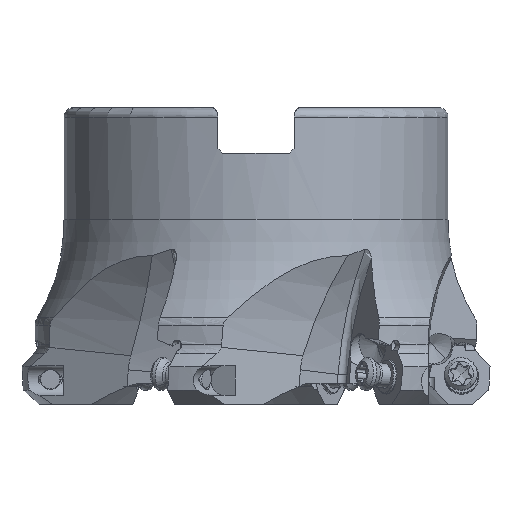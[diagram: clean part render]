
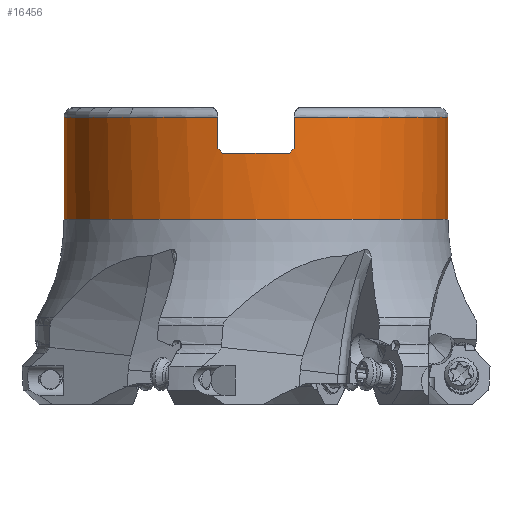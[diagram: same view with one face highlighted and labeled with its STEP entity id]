
A CAD part, front view. The second image highlights one B-rep face of the part: STEP entity #16456.
In plain terms, the highlighted cylindrical face has radius 40 mm (diameter 80 mm), a partial arc.
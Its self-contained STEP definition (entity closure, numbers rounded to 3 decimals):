
#2706=CARTESIAN_POINT('',(0.,0.,-23.246));
#2707=DIRECTION('',(0.,0.,1.));
#2708=DIRECTION('',(-1.,0.,0.));
#2709=AXIS2_PLACEMENT_3D('',#2706,#2707,#2708);
#5672=DIRECTION('',(0.,0.,-1.));
#5673=VECTOR('',#5672,21.246);
#5674=CARTESIAN_POINT('',(-40.,0.,-2.));
#5675=LINE('',#5674,#5673);
#5679=DIRECTION('',(0.,0.,1.));
#5680=VECTOR('',#5679,21.246);
#5681=CARTESIAN_POINT('',(40.,0.,-23.246));
#5682=LINE('',#5681,#5680);
#5730=CARTESIAN_POINT('',(0.,0.,-2.));
#5731=DIRECTION('',(0.,0.,-1.));
#5732=DIRECTION('',(-0.198,-0.98,0.));
#5733=AXIS2_PLACEMENT_3D('',#5730,#5731,#5732);
#5738=CARTESIAN_POINT('',(0.,0.,-2.));
#5739=DIRECTION('',(0.,0.,-1.));
#5740=DIRECTION('',(-1.,0.,0.));
#5741=AXIS2_PLACEMENT_3D('',#5738,#5739,#5740);
#5880=CARTESIAN_POINT('',(0.,0.,-2.));
#5881=DIRECTION('',(0.,0.,-1.));
#5882=DIRECTION('',(1.,0.,0.));
#5883=AXIS2_PLACEMENT_3D('',#5880,#5881,#5882);
#5888=CARTESIAN_POINT('',(7.938,-39.205,-2.));
#5938=DIRECTION('',(0.,0.,1.));
#5939=VECTOR('',#5938,6.525);
#5940=CARTESIAN_POINT('',(7.938,-39.205,
-8.525));
#5941=LINE('',#5940,#5939);
#5945=DIRECTION('',(0.,0.,1.));
#5946=VECTOR('',#5945,6.525);
#5947=CARTESIAN_POINT('',(-7.938,-39.205,
-8.525));
#5948=LINE('',#5947,#5946);
#6280=CARTESIAN_POINT('',(7.938,-39.205,
-8.525));
#6281=CARTESIAN_POINT('',(7.605,-39.272,
-8.858));
#6282=CARTESIAN_POINT('',(7.271,-39.335,
-9.191));
#6283=CARTESIAN_POINT('',(6.937,-39.394,
-9.525));
#6303=CARTESIAN_POINT('',(0.,0.,-9.525));
#6304=DIRECTION('',(0.,0.,-1.));
#6305=DIRECTION('',(0.173,-0.985,0.));
#6306=AXIS2_PLACEMENT_3D('',#6303,#6304,#6305);
#6326=CARTESIAN_POINT('',(-6.937,-39.394,
-9.525));
#6327=CARTESIAN_POINT('',(-7.271,-39.335,
-9.191));
#6328=CARTESIAN_POINT('',(-7.605,-39.272,
-8.858));
#6329=CARTESIAN_POINT('',(-7.938,-39.205,
-8.525));
#11568=VERTEX_POINT('',#5888);
#11573=CARTESIAN_POINT('',(-40.,-0.016,-2.));
#11574=CARTESIAN_POINT('',(-40.,0.,-2.));
#11575=VERTEX_POINT('',#11573);
#11576=VERTEX_POINT('',#11574);
#11577=CARTESIAN_POINT('',(-7.937,-39.205,-2.));
#11578=VERTEX_POINT('',#11577);
#11579=CARTESIAN_POINT('',(-7.938,-39.205,
-8.525));
#11580=VERTEX_POINT('',#11579);
#11581=VERTEX_POINT('',#6326);
#11582=CARTESIAN_POINT('',(6.938,-39.394,-9.525));
#11583=VERTEX_POINT('',#11582);
#11584=VERTEX_POINT('',#6280);
#11585=CARTESIAN_POINT('',(40.,0.,-2.));
#11586=VERTEX_POINT('',#11585);
#11633=CARTESIAN_POINT('',(-40.,0.,-23.246));
#11634=VERTEX_POINT('',#11633);
#11635=CARTESIAN_POINT('',(40.,0.,-23.246));
#11636=VERTEX_POINT('',#11635);
#16433=CARTESIAN_POINT('',(0.,0.,-1.575));
#16434=DIRECTION('',(0.,0.,-1.));
#16435=DIRECTION('',(1.,0.,0.));
#16436=AXIS2_PLACEMENT_3D('',#16433,#16434,#16435);
#16437=CYLINDRICAL_SURFACE('',#16436,40.);
#16438=ORIENTED_EDGE('',*,*,#16229,.F.);
#16439=ORIENTED_EDGE('',*,*,#16227,.F.);
#16441=ORIENTED_EDGE('',*,*,#16440,.F.);
#16443=ORIENTED_EDGE('',*,*,#16442,.F.);
#16445=ORIENTED_EDGE('',*,*,#16444,.F.);
#16447=ORIENTED_EDGE('',*,*,#16446,.F.);
#16449=ORIENTED_EDGE('',*,*,#16448,.T.);
#16450=ORIENTED_EDGE('',*,*,#16412,.F.);
#16451=ORIENTED_EDGE('',*,*,#16190,.F.);
#16452=ORIENTED_EDGE('',*,*,#14264,.F.);
#16453=ORIENTED_EDGE('',*,*,#16187,.F.);
#16454=EDGE_LOOP('',(#16438,#16439,#16441,#16443,#16445,#16447,#16449,#16450,
#16451,#16452,#16453));
#16455=FACE_OUTER_BOUND('',#16454,.F.);
#2710=CIRCLE('',#2709,40.);
#5734=CIRCLE('',#5733,40.);
#5742=CIRCLE('',#5741,40.);
#5884=CIRCLE('',#5883,40.);
#6284=B_SPLINE_CURVE_WITH_KNOTS('',3,(#6280,#6281,#6282,#6283),.UNSPECIFIED.,
.F.,.F.,(4,4),(0.,1.),.UNSPECIFIED.);
#6307=CIRCLE('',#6306,40.);
#6330=B_SPLINE_CURVE_WITH_KNOTS('',3,(#6326,#6327,#6328,#6329),.UNSPECIFIED.,
.F.,.F.,(4,4),(0.,1.),.UNSPECIFIED.);
#14264=EDGE_CURVE('',#11634,#11636,#2710,.T.);
#16187=EDGE_CURVE('',#11576,#11634,#5675,.T.);
#16190=EDGE_CURVE('',#11636,#11586,#5682,.T.);
#16227=EDGE_CURVE('',#11578,#11575,#5734,.T.);
#16229=EDGE_CURVE('',#11575,#11576,#5742,.T.);
#16412=EDGE_CURVE('',#11586,#11568,#5884,.T.);
#16440=EDGE_CURVE('',#11580,#11578,#5948,.T.);
#16442=EDGE_CURVE('',#11581,#11580,#6330,.T.);
#16444=EDGE_CURVE('',#11583,#11581,#6307,.T.);
#16446=EDGE_CURVE('',#11584,#11583,#6284,.T.);
#16448=EDGE_CURVE('',#11584,#11568,#5941,.T.);
#16456=ADVANCED_FACE('',(#16455),#16437,.T.);
